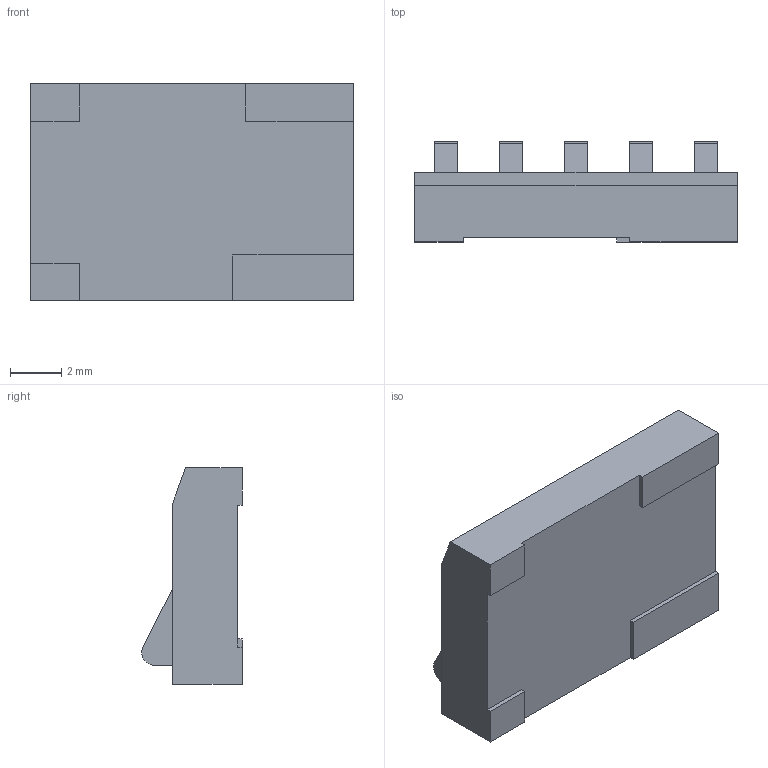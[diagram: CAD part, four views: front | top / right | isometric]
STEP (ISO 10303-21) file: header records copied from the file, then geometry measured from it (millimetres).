
FILE_DESCRIPTION(/* description */ (''),/* implementation_level */ '2;1');
FILE_NAME(/* name */ 'spring-fingers-5.step',/* time_stamp */ '2021-01-05T10:32:26-05:00',/* author */ (''),/* organization */ (''),/* preprocessor_version */ 'ST-DEVELOPER v18.1',/* originating_system */ 'Autodesk Translation Framework v9.7.0.1280',/* authorisation */ '');
FILE_SCHEMA (('AUTOMOTIVE_DESIGN { 1 0 10303 214 3 1 1 }'));
Length unit declared in the file: millimetre
Products named in the file (1): springFingers
Bounding box: 12.62 x 3.93 x 8.48 mm (x, y, z)
Volume: 280.6 mm3; surface area: 349.2 mm2
Topology: 1 solids, 1 shells, 44 faces, 111 edges, 74 vertices
Faces by surface type: plane 39, cylinder 5
Entity records: 1383 total; most frequent: CARTESIAN_POINT 230, ORIENTED_EDGE 222, DIRECTION 211, EDGE_CURVE 111, LINE 101, VECTOR 101, VERTEX_POINT 74, AXIS2_PLACEMENT_3D 55
